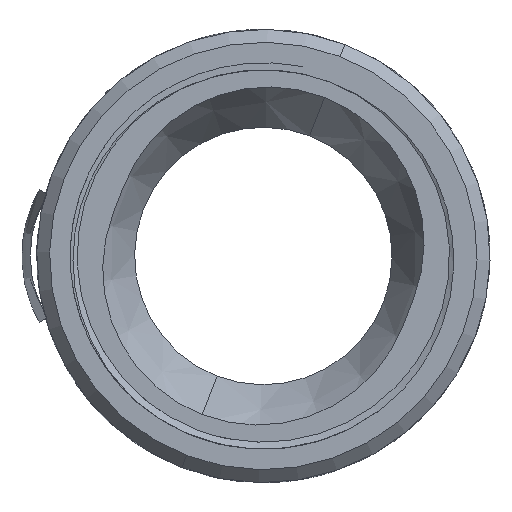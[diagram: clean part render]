
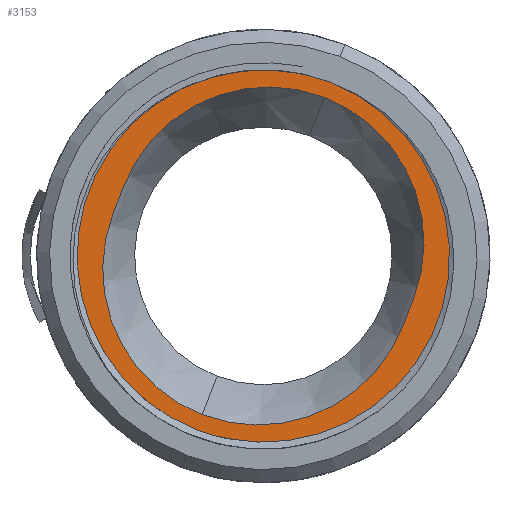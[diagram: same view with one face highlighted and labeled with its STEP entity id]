
A CAD part, left-side view. The second image highlights one B-rep face of the part: STEP entity #3153.
In plain terms, the highlighted planar face has unit normal (-1, 0, 0).
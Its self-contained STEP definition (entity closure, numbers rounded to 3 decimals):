
#130 = CARTESIAN_POINT ( 'NONE',  ( -7., 0., 0. ) ) ;
#131 = ORIENTED_EDGE ( 'NONE', *, *, #3484, .T. ) ;
#213 = EDGE_LOOP ( 'NONE', ( #434, #3942, #4480, #3321, #1232 ) ) ;
#236 = CARTESIAN_POINT ( 'NONE',  ( -7., 9.6, 0.9 ) ) ;
#290 = EDGE_LOOP ( 'NONE', ( #131, #4479 ) ) ;
#311 = EDGE_CURVE ( 'NONE', #1156, #1859, #430, .T. ) ;
#430 = CIRCLE ( 'NONE', #1973, 9.6 ) ;
#434 = ORIENTED_EDGE ( 'NONE', *, *, #2758, .F. ) ;
#437 = CARTESIAN_POINT ( 'NONE',  ( -7., 9.6, -0.9 ) ) ;
#651 = EDGE_CURVE ( 'NONE', #1554, #3334, #4381, .T. ) ;
#771 = DIRECTION ( 'NONE',  ( 0., 0., -1. ) ) ;
#1044 = DIRECTION ( 'NONE',  ( 0., 0., 1. ) ) ;
#1063 = CIRCLE ( 'NONE', #4547, 11.7 ) ;
#1156 = VERTEX_POINT ( 'NONE', #2033 ) ;
#1172 = EDGE_CURVE ( 'NONE', #4152, #1156, #1323, .T. ) ;
#1232 = ORIENTED_EDGE ( 'NONE', *, *, #2561, .F. ) ;
#1320 = EDGE_CURVE ( 'NONE', #1859, #4429, #3507, .T. ) ;
#1323 = LINE ( 'NONE', #1368, #3724 ) ;
#1338 = CARTESIAN_POINT ( 'NONE',  ( -7., 9.6, 0. ) ) ;
#1368 = CARTESIAN_POINT ( 'NONE',  ( -7., -9.6, 0.9 ) ) ;
#1554 = VERTEX_POINT ( 'NONE', #2650 ) ;
#1712 = DIRECTION ( 'NONE',  ( -1., 0., 0. ) ) ;
#1738 = CARTESIAN_POINT ( 'NONE',  ( -7., -9.6, -0.9 ) ) ;
#1748 = CARTESIAN_POINT ( 'NONE',  ( -7., 0., 11.7 ) ) ;
#1859 = VERTEX_POINT ( 'NONE', #2820 ) ;
#1973 = AXIS2_PLACEMENT_3D ( 'NONE', #2849, #3889, #771 ) ;
#2033 = CARTESIAN_POINT ( 'NONE',  ( -7., -9.6, 0.9 ) ) ;
#2262 = DIRECTION ( 'NONE',  ( -1., 0., 0. ) ) ;
#2381 = DIRECTION ( 'NONE',  ( -1., 0., 0. ) ) ;
#2390 = AXIS2_PLACEMENT_3D ( 'NONE', #2455, #4552, #3865 ) ;
#2404 = CARTESIAN_POINT ( 'NONE',  ( -7., 0., -0.9 ) ) ;
#2429 = DIRECTION ( 'NONE',  ( 0., 0., -1. ) ) ;
#2455 = CARTESIAN_POINT ( 'NONE',  ( -7., 0., 0. ) ) ;
#2561 = EDGE_CURVE ( 'NONE', #2698, #4152, #3231, .T. ) ;
#2566 = VECTOR ( 'NONE', #3278, 1000. ) ;
#2607 = CARTESIAN_POINT ( 'NONE',  ( -7., 9.6, -0.9 ) ) ;
#2639 = DIRECTION ( 'NONE',  ( 0., 0., 1. ) ) ;
#2650 = CARTESIAN_POINT ( 'NONE',  ( -7., 0., -11.7 ) ) ;
#2698 = VERTEX_POINT ( 'NONE', #437 ) ;
#2722 = PLANE ( 'NONE',  #3058 ) ;
#2744 = FACE_OUTER_BOUND ( 'NONE', #290, .T. ) ;
#2758 = EDGE_CURVE ( 'NONE', #4429, #2698, #3993, .T. ) ;
#2820 = CARTESIAN_POINT ( 'NONE',  ( -7., 0., 10.5 ) ) ;
#2849 = CARTESIAN_POINT ( 'NONE',  ( -7., 0., 0.9 ) ) ;
#3058 = AXIS2_PLACEMENT_3D ( 'NONE', #1338, #3115, #3490 ) ;
#3115 = DIRECTION ( 'NONE',  ( 1., 0., 0. ) ) ;
#3153 = ADVANCED_FACE ( 'NONE', ( #4112, #2744 ), #2722, .F. ) ;
#3231 = CIRCLE ( 'NONE', #4503, 9.6 ) ;
#3278 = DIRECTION ( 'NONE',  ( 0., 0., -1. ) ) ;
#3321 = ORIENTED_EDGE ( 'NONE', *, *, #1172, .F. ) ;
#3334 = VERTEX_POINT ( 'NONE', #1748 ) ;
#3484 = EDGE_CURVE ( 'NONE', #3334, #1554, #1063, .T. ) ;
#3490 = DIRECTION ( 'NONE',  ( 0., 0., -1. ) ) ;
#3507 = CIRCLE ( 'NONE', #4093, 9.6 ) ;
#3724 = VECTOR ( 'NONE', #1044, 1000. ) ;
#3792 = DIRECTION ( 'NONE',  ( 0., 0., -1. ) ) ;
#3861 = CARTESIAN_POINT ( 'NONE',  ( -7., 0., 0.9 ) ) ;
#3865 = DIRECTION ( 'NONE',  ( 0., 0., 1. ) ) ;
#3889 = DIRECTION ( 'NONE',  ( -1., 0., 0. ) ) ;
#3942 = ORIENTED_EDGE ( 'NONE', *, *, #1320, .F. ) ;
#3993 = LINE ( 'NONE', #2607, #2566 ) ;
#4093 = AXIS2_PLACEMENT_3D ( 'NONE', #3861, #2381, #3792 ) ;
#4112 = FACE_BOUND ( 'NONE', #213, .T. ) ;
#4152 = VERTEX_POINT ( 'NONE', #1738 ) ;
#4381 = CIRCLE ( 'NONE', #2390, 11.7 ) ;
#4429 = VERTEX_POINT ( 'NONE', #236 ) ;
#4479 = ORIENTED_EDGE ( 'NONE', *, *, #651, .T. ) ;
#4480 = ORIENTED_EDGE ( 'NONE', *, *, #311, .F. ) ;
#4503 = AXIS2_PLACEMENT_3D ( 'NONE', #2404, #1712, #2429 ) ;
#4547 = AXIS2_PLACEMENT_3D ( 'NONE', #130, #2262, #2639 ) ;
#4552 = DIRECTION ( 'NONE',  ( -1., 0., 0. ) ) ;
